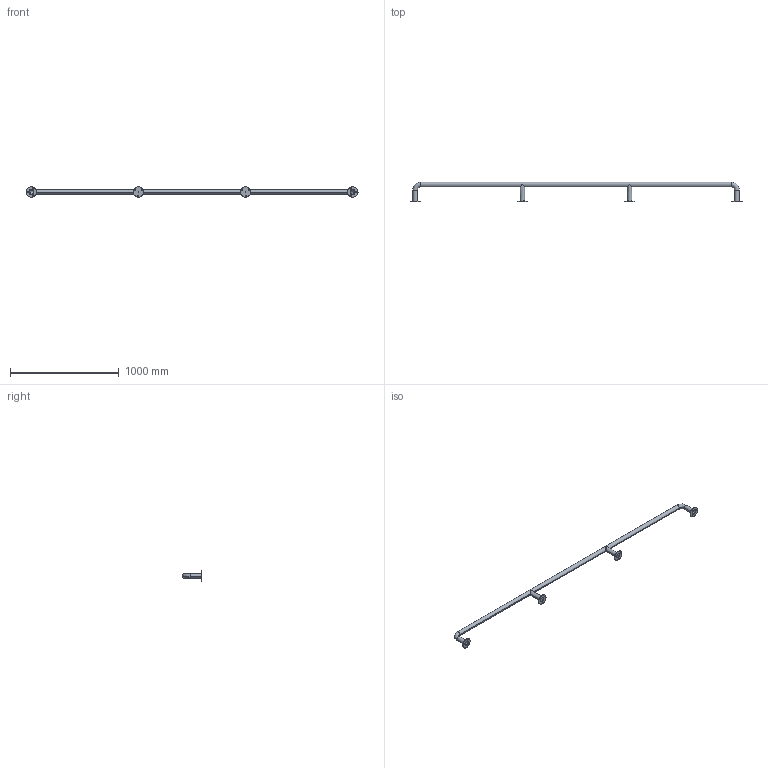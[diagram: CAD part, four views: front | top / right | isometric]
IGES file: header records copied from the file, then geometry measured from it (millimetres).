
Start section: IGES file generated from Kompas 1.0 for Windows drawing by the IGES translator from Ascon Ltd., translator version IGESOUT-5.1.
Global section: file name: 3-42.igs,28; native system: HKompas( 32 bit ) for Windows; preprocessor: 1.0; author: unknown; organization: unknown; date: -17850614:175525; units: millimetre
Bounding box: 3052.5 x 181.25 x 95 mm (x, y, z)
Volume: 601555.9 mm3; surface area: 986218.3 mm2
Topology: 11 solids, 11 shells, 122 faces, 268 edges, 168 vertices
Faces by surface type: revolution 102, bspline 20
